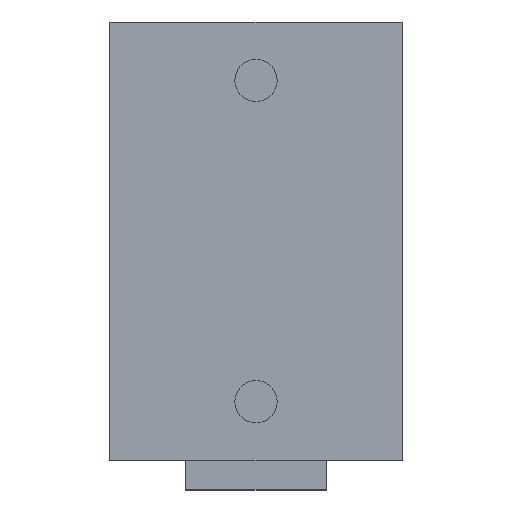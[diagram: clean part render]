
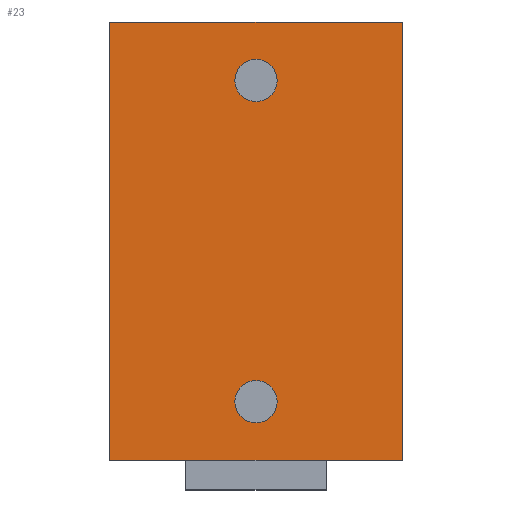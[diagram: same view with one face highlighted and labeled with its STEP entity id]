
A CAD part, top view. The second image highlights one B-rep face of the part: STEP entity #23.
In plain terms, the highlighted planar face has unit normal (0, 0, 1).
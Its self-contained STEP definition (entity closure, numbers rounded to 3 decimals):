
#12 = FACE_BOUND ( 'NONE', #578, .T. ) ;
#21 = CARTESIAN_POINT ( 'NONE',  ( -1.805, -10.007, 4. ) ) ;
#23 = ADVANCED_FACE ( 'NONE', ( #12, #772, #154 ), #87, .T. ) ;
#33 = EDGE_CURVE ( 'NONE', #520, #445, #647, .T. ) ;
#59 = ORIENTED_EDGE ( 'NONE', *, *, #334, .F. ) ;
#64 = AXIS2_PLACEMENT_3D ( 'NONE', #21, #214, #694 ) ;
#66 = EDGE_LOOP ( 'NONE', ( #222, #311, #510, #300 ) ) ;
#74 = DIRECTION ( 'NONE',  ( 1., 0., 0. ) ) ;
#75 = CARTESIAN_POINT ( 'NONE',  ( 0., 0., 4. ) ) ;
#77 = LINE ( 'NONE', #268, #724 ) ;
#87 = PLANE ( 'NONE',  #371 ) ;
#97 = AXIS2_PLACEMENT_3D ( 'NONE', #821, #265, #74 ) ;
#141 = CARTESIAN_POINT ( 'NONE',  ( -0.355, 11.993, 4. ) ) ;
#154 = FACE_BOUND ( 'NONE', #289, .T. ) ;
#157 = DIRECTION ( 'NONE',  ( 0., 0., 1. ) ) ;
#176 = VERTEX_POINT ( 'NONE', #680 ) ;
#188 = LINE ( 'NONE', #479, #514 ) ;
#190 = CARTESIAN_POINT ( 'NONE',  ( -0.355, -10.007, 4. ) ) ;
#196 = VERTEX_POINT ( 'NONE', #141 ) ;
#200 = CARTESIAN_POINT ( 'NONE',  ( 8.195, 15.993, 4. ) ) ;
#214 = DIRECTION ( 'NONE',  ( 0., 0., 1. ) ) ;
#222 = ORIENTED_EDGE ( 'NONE', *, *, #223, .T. ) ;
#223 = EDGE_CURVE ( 'NONE', #305, #261, #188, .T. ) ;
#228 = AXIS2_PLACEMENT_3D ( 'NONE', #861, #316, #454 ) ;
#261 = VERTEX_POINT ( 'NONE', #200 ) ;
#265 = DIRECTION ( 'NONE',  ( 0., 0., 1. ) ) ;
#268 = CARTESIAN_POINT ( 'NONE',  ( -11.805, 15.993, 4. ) ) ;
#279 = CARTESIAN_POINT ( 'NONE',  ( -11.805, 15.993, 4. ) ) ;
#287 = EDGE_CURVE ( 'NONE', #445, #520, #766, .T. ) ;
#289 = EDGE_LOOP ( 'NONE', ( #440, #414 ) ) ;
#300 = ORIENTED_EDGE ( 'NONE', *, *, #714, .T. ) ;
#305 = VERTEX_POINT ( 'NONE', #407 ) ;
#311 = ORIENTED_EDGE ( 'NONE', *, *, #708, .T. ) ;
#316 = DIRECTION ( 'NONE',  ( 0., 0., 1. ) ) ;
#326 = CIRCLE ( 'NONE', #834, 1.45 ) ;
#334 = EDGE_CURVE ( 'NONE', #196, #176, #326, .T. ) ;
#337 = CARTESIAN_POINT ( 'NONE',  ( -3.255, -10.007, 4. ) ) ;
#353 = LINE ( 'NONE', #686, #644 ) ;
#360 = DIRECTION ( 'NONE',  ( 1., 0., 0. ) ) ;
#371 = AXIS2_PLACEMENT_3D ( 'NONE', #75, #703, #360 ) ;
#403 = VERTEX_POINT ( 'NONE', #437 ) ;
#407 = CARTESIAN_POINT ( 'NONE',  ( 8.195, -14.007, 4. ) ) ;
#410 = CARTESIAN_POINT ( 'NONE',  ( -11.805, 15.993, 4. ) ) ;
#414 = ORIENTED_EDGE ( 'NONE', *, *, #287, .F. ) ;
#426 = DIRECTION ( 'NONE',  ( 1., 0., 0. ) ) ;
#437 = CARTESIAN_POINT ( 'NONE',  ( -11.805, -14.007, 4. ) ) ;
#440 = ORIENTED_EDGE ( 'NONE', *, *, #33, .F. ) ;
#445 = VERTEX_POINT ( 'NONE', #190 ) ;
#454 = DIRECTION ( 'NONE',  ( 1., 0., 0. ) ) ;
#479 = CARTESIAN_POINT ( 'NONE',  ( 8.195, 15.993, 4. ) ) ;
#502 = CARTESIAN_POINT ( 'NONE',  ( -1.805, 11.993, 4. ) ) ;
#510 = ORIENTED_EDGE ( 'NONE', *, *, #733, .T. ) ;
#514 = VECTOR ( 'NONE', #886, 1000. ) ;
#520 = VERTEX_POINT ( 'NONE', #337 ) ;
#548 = VECTOR ( 'NONE', #550, 1000. ) ;
#550 = DIRECTION ( 'NONE',  ( -1., 0., 0. ) ) ;
#560 = EDGE_CURVE ( 'NONE', #176, #196, #609, .T. ) ;
#578 = EDGE_LOOP ( 'NONE', ( #732, #59 ) ) ;
#609 = CIRCLE ( 'NONE', #228, 1.45 ) ;
#621 = DIRECTION ( 'NONE',  ( 0., -1., 0. ) ) ;
#644 = VECTOR ( 'NONE', #884, 1000. ) ;
#647 = CIRCLE ( 'NONE', #64, 1.45 ) ;
#680 = CARTESIAN_POINT ( 'NONE',  ( -3.255, 11.993, 4. ) ) ;
#686 = CARTESIAN_POINT ( 'NONE',  ( -11.805, -14.007, 4. ) ) ;
#690 = LINE ( 'NONE', #410, #548 ) ;
#694 = DIRECTION ( 'NONE',  ( 1., 0., 0. ) ) ;
#703 = DIRECTION ( 'NONE',  ( 0., 0., 1. ) ) ;
#708 = EDGE_CURVE ( 'NONE', #261, #768, #690, .T. ) ;
#714 = EDGE_CURVE ( 'NONE', #403, #305, #353, .T. ) ;
#724 = VECTOR ( 'NONE', #621, 1000. ) ;
#732 = ORIENTED_EDGE ( 'NONE', *, *, #560, .F. ) ;
#733 = EDGE_CURVE ( 'NONE', #768, #403, #77, .T. ) ;
#766 = CIRCLE ( 'NONE', #97, 1.45 ) ;
#768 = VERTEX_POINT ( 'NONE', #279 ) ;
#772 = FACE_OUTER_BOUND ( 'NONE', #66, .T. ) ;
#821 = CARTESIAN_POINT ( 'NONE',  ( -1.805, -10.007, 4. ) ) ;
#834 = AXIS2_PLACEMENT_3D ( 'NONE', #502, #157, #426 ) ;
#861 = CARTESIAN_POINT ( 'NONE',  ( -1.805, 11.993, 4. ) ) ;
#884 = DIRECTION ( 'NONE',  ( 1., 0., 0. ) ) ;
#886 = DIRECTION ( 'NONE',  ( 0., 1., 0. ) ) ;
